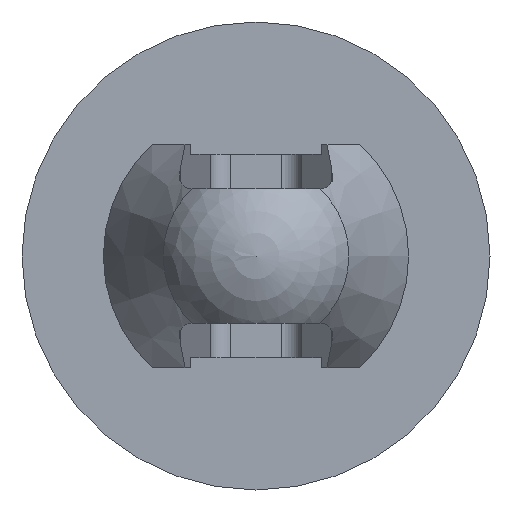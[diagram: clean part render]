
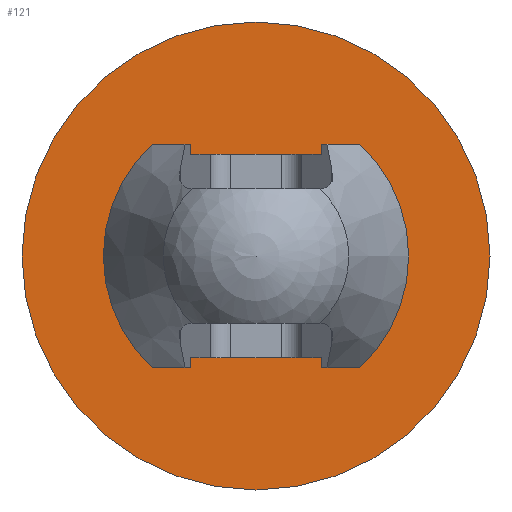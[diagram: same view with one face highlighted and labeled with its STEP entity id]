
A CAD part, front view. The second image highlights one B-rep face of the part: STEP entity #121.
In plain terms, the highlighted planar face has unit normal (0, -1, 0).
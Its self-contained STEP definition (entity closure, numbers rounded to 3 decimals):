
#121 = ADVANCED_FACE( '', ( #250, #251 ), #252, .F. );
#250 = FACE_BOUND( '', #385, .T. );
#251 = FACE_OUTER_BOUND( '', #386, .T. );
#252 = PLANE( '', #387 );
#385 = EDGE_LOOP( '', ( #704, #705, #706, #707 ) );
#386 = EDGE_LOOP( '', ( #708 ) );
#387 = AXIS2_PLACEMENT_3D( '', #709, #710, #711 );
#704 = ORIENTED_EDGE( '', *, *, #868, .F. );
#705 = ORIENTED_EDGE( '', *, *, #891, .F. );
#706 = ORIENTED_EDGE( '', *, *, #951, .T. );
#707 = ORIENTED_EDGE( '', *, *, #940, .F. );
#708 = ORIENTED_EDGE( '', *, *, #972, .T. );
#709 = CARTESIAN_POINT( '', ( -2.3, -5.5, 0. ) );
#710 = DIRECTION( '', ( 0., 1., 0. ) );
#711 = DIRECTION( '', ( -1., 0., 0. ) );
#868 = EDGE_CURVE( '', #1057, #1058, #1059, .T. );
#891 = EDGE_CURVE( '', #1092, #1057, #1093, .T. );
#940 = EDGE_CURVE( '', #1058, #1169, #1170, .T. );
#951 = EDGE_CURVE( '', #1092, #1169, #1184, .T. );
#972 = EDGE_CURVE( '', #1211, #1211, #1212, .T. );
#1057 = VERTEX_POINT( '', #1328 );
#1058 = VERTEX_POINT( '', #1329 );
#1059 = LINE( '', #1330, #1331 );
#1092 = VERTEX_POINT( '', #1387 );
#1093 = CIRCLE( '', #1388, 1.25 );
#1169 = VERTEX_POINT( '', #1518 );
#1170 = CIRCLE( '', #1519, 1.25 );
#1184 = LINE( '', #1551, #1552 );
#1211 = VERTEX_POINT( '', #1591 );
#1212 = CIRCLE( '', #1592, 2.3 );
#1328 = CARTESIAN_POINT( '', ( 0.75, -5.5, 1. ) );
#1329 = CARTESIAN_POINT( '', ( -0.75, -5.5, 1. ) );
#1330 = CARTESIAN_POINT( '', ( 2.5, -5.5, 1. ) );
#1331 = VECTOR( '', #1680, 1000. );
#1387 = CARTESIAN_POINT( '', ( 0.75, -5.5, -1. ) );
#1388 = AXIS2_PLACEMENT_3D( '', #1706, #1707, #1708 );
#1518 = CARTESIAN_POINT( '', ( -0.75, -5.5, -1. ) );
#1519 = AXIS2_PLACEMENT_3D( '', #1753, #1754, #1755 );
#1551 = CARTESIAN_POINT( '', ( 2.5, -5.5, -1. ) );
#1552 = VECTOR( '', #1761, 1000. );
#1591 = CARTESIAN_POINT( '', ( 2.3, -5.5, 0. ) );
#1592 = AXIS2_PLACEMENT_3D( '', #1780, #1781, #1782 );
#1680 = DIRECTION( '', ( -1., 0., 0. ) );
#1706 = CARTESIAN_POINT( '', ( 0., -5.5, 0. ) );
#1707 = DIRECTION( '', ( 0., -1., 0. ) );
#1708 = DIRECTION( '', ( 1., 0., 0. ) );
#1753 = CARTESIAN_POINT( '', ( 0., -5.5, 0. ) );
#1754 = DIRECTION( '', ( 0., -1., 0. ) );
#1755 = DIRECTION( '', ( 1., 0., 0. ) );
#1761 = DIRECTION( '', ( -1., 0., 0. ) );
#1780 = CARTESIAN_POINT( '', ( 0., -5.5, 0. ) );
#1781 = DIRECTION( '', ( 0., -1., 0. ) );
#1782 = DIRECTION( '', ( 1., 0., 0. ) );
